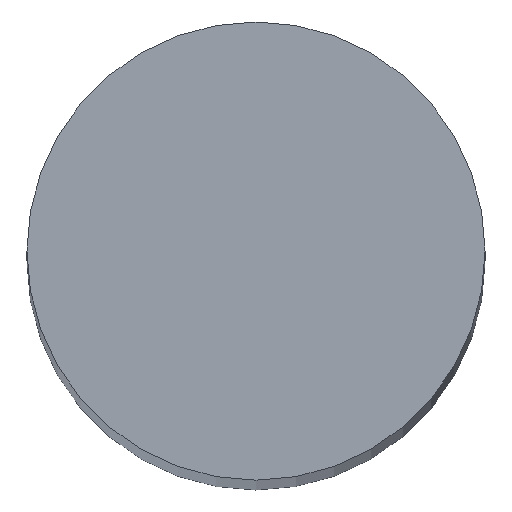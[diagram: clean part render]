
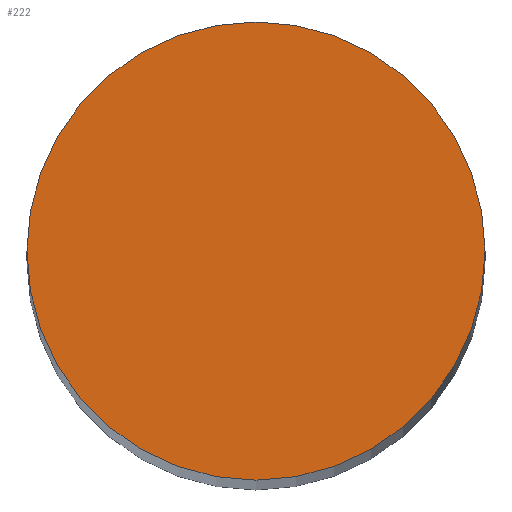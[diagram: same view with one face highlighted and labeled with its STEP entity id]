
A CAD part, top view. The second image highlights one B-rep face of the part: STEP entity #222.
In plain terms, the highlighted planar face has unit normal (0, 0, 1).
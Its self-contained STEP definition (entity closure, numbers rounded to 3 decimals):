
#19 = DIRECTION ( 'NONE',  ( 1., 0., 0. ) ) ;
#22 = DIRECTION ( 'NONE',  ( 0., 0., 1. ) ) ;
#30 = VERTEX_POINT ( 'NONE', #203 ) ;
#34 = EDGE_LOOP ( 'NONE', ( #76, #79 ) ) ;
#41 = PLANE ( 'NONE',  #158 ) ;
#51 = CARTESIAN_POINT ( 'NONE',  ( 0., 0., 0. ) ) ;
#65 = CARTESIAN_POINT ( 'NONE',  ( -5., 0., 0. ) ) ;
#76 = ORIENTED_EDGE ( 'NONE', *, *, #189, .T. ) ;
#79 = ORIENTED_EDGE ( 'NONE', *, *, #195, .T. ) ;
#84 = CIRCLE ( 'NONE', #168, 5. ) ;
#94 = DIRECTION ( 'NONE',  ( 1., 0., 0. ) ) ;
#95 = DIRECTION ( 'NONE',  ( 0., 0., 1. ) ) ;
#99 = CARTESIAN_POINT ( 'NONE',  ( 0., 0., 0. ) ) ;
#109 = DIRECTION ( 'NONE',  ( 1., 0., 0. ) ) ;
#110 = DIRECTION ( 'NONE',  ( 0., 0., 1. ) ) ;
#114 = FACE_OUTER_BOUND ( 'NONE', #34, .T. ) ;
#119 = CARTESIAN_POINT ( 'NONE',  ( 0., 0., 0. ) ) ;
#126 = CIRCLE ( 'NONE', #171, 5. ) ;
#158 = AXIS2_PLACEMENT_3D ( 'NONE', #51, #22, #19 ) ;
#168 = AXIS2_PLACEMENT_3D ( 'NONE', #99, #95, #94 ) ;
#171 = AXIS2_PLACEMENT_3D ( 'NONE', #119, #110, #109 ) ;
#189 = EDGE_CURVE ( 'NONE', #30, #206, #126, .T. ) ;
#195 = EDGE_CURVE ( 'NONE', #206, #30, #84, .T. ) ;
#203 = CARTESIAN_POINT ( 'NONE',  ( 5., 0., 0. ) ) ;
#206 = VERTEX_POINT ( 'NONE', #65 ) ;
#222 = ADVANCED_FACE ( 'NONE', ( #114 ), #41, .T. ) ;
